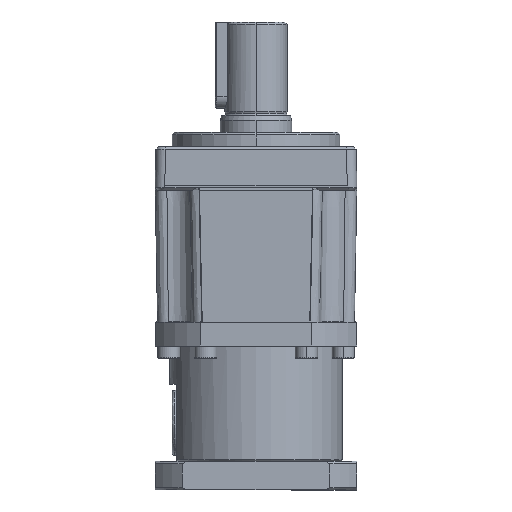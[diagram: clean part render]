
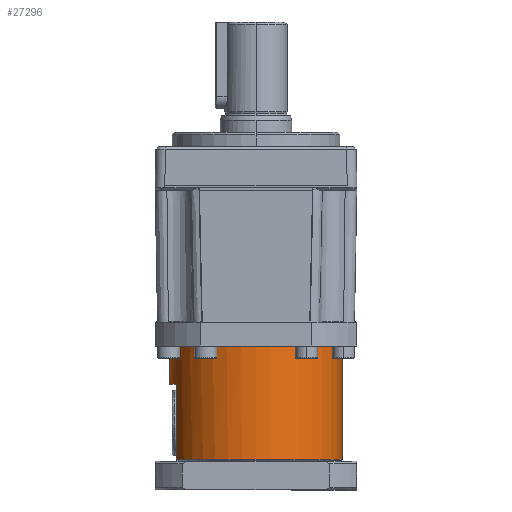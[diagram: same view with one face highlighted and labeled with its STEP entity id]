
A CAD part, left-side view. The second image highlights one B-rep face of the part: STEP entity #27296.
In plain terms, the highlighted cylindrical face has radius 18 mm (diameter 36 mm), a partial arc.
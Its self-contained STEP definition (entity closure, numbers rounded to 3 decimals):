
#87 = CARTESIAN_POINT ( 'NONE',  ( 0., 18., -65.5 ) ) ;
#1816 = VERTEX_POINT ( 'NONE', #2715 ) ;
#1914 = CARTESIAN_POINT ( 'NONE',  ( 0., 18., -49.5 ) ) ;
#2139 = DIRECTION ( 'NONE',  ( 0., 0., -1. ) ) ;
#2347 = AXIS2_PLACEMENT_3D ( 'NONE', #20455, #5534, #20355 ) ;
#2552 = DIRECTION ( 'NONE',  ( 0., 0., 1. ) ) ;
#2715 = CARTESIAN_POINT ( 'NONE',  ( 0., -18., -41.5 ) ) ;
#3386 = ORIENTED_EDGE ( 'NONE', *, *, #27215, .F. ) ;
#3758 = CARTESIAN_POINT ( 'NONE',  ( 0., 0., -65.2 ) ) ;
#3858 = CARTESIAN_POINT ( 'NONE',  ( -18., 0., -65.2 ) ) ;
#4091 = DIRECTION ( 'NONE',  ( 0., 0., -1. ) ) ;
#4679 = CIRCLE ( 'NONE', #19190, 18. ) ;
#4702 = EDGE_LOOP ( 'NONE', ( #3386, #7501, #16065, #16227, #10734, #14722, #22068 ) ) ;
#5276 = CARTESIAN_POINT ( 'NONE',  ( 0., 0., -49.5 ) ) ;
#5534 = DIRECTION ( 'NONE',  ( 0., 0., -1. ) ) ;
#5661 = CARTESIAN_POINT ( 'NONE',  ( 0., -18., -65.5 ) ) ;
#5706 = DIRECTION ( 'NONE',  ( 0., 1., 0. ) ) ;
#6235 = EDGE_CURVE ( 'NONE', #9763, #9130, #10904, .T. ) ;
#6841 = VERTEX_POINT ( 'NONE', #17017 ) ;
#7501 = ORIENTED_EDGE ( 'NONE', *, *, #24123, .T. ) ;
#8824 = CYLINDRICAL_SURFACE ( 'NONE', #15409, 18. ) ;
#8884 = DIRECTION ( 'NONE',  ( 0., 0., -1. ) ) ;
#9130 = VERTEX_POINT ( 'NONE', #25771 ) ;
#9763 = VERTEX_POINT ( 'NONE', #1914 ) ;
#10734 = ORIENTED_EDGE ( 'NONE', *, *, #25924, .T. ) ;
#10904 = CIRCLE ( 'NONE', #12461, 18. ) ;
#10993 = LINE ( 'NONE', #87, #17963 ) ;
#11050 = EDGE_CURVE ( 'NONE', #6841, #11673, #4679, .T. ) ;
#11178 = DIRECTION ( 'NONE',  ( 0., 1., 0. ) ) ;
#11673 = VERTEX_POINT ( 'NONE', #3858 ) ;
#12461 = AXIS2_PLACEMENT_3D ( 'NONE', #5276, #15836, #13635 ) ;
#12756 = CARTESIAN_POINT ( 'NONE',  ( 0., 18., -41.5 ) ) ;
#13635 = DIRECTION ( 'NONE',  ( 0., 1., 0. ) ) ;
#14294 = EDGE_CURVE ( 'NONE', #21991, #9763, #10993, .T. ) ;
#14568 = CARTESIAN_POINT ( 'NONE',  ( -7.194, 16.5, -65.5 ) ) ;
#14722 = ORIENTED_EDGE ( 'NONE', *, *, #11050, .T. ) ;
#14868 = CIRCLE ( 'NONE', #24768, 18. ) ;
#15409 = AXIS2_PLACEMENT_3D ( 'NONE', #23040, #4091, #21020 ) ;
#15661 = CARTESIAN_POINT ( 'NONE',  ( 0., -18., -65.2 ) ) ;
#15836 = DIRECTION ( 'NONE',  ( 0., 0., 1. ) ) ;
#16065 = ORIENTED_EDGE ( 'NONE', *, *, #14294, .T. ) ;
#16227 = ORIENTED_EDGE ( 'NONE', *, *, #6235, .T. ) ;
#17017 = CARTESIAN_POINT ( 'NONE',  ( -7.194, 16.5, -65.2 ) ) ;
#17647 = CARTESIAN_POINT ( 'NONE',  ( 0., 0., -65.2 ) ) ;
#17963 = VECTOR ( 'NONE', #19324, 1000. ) ;
#18052 = VECTOR ( 'NONE', #2139, 1000. ) ;
#18577 = DIRECTION ( 'NONE',  ( 0., 0., 1. ) ) ;
#19066 = LINE ( 'NONE', #5661, #18052 ) ;
#19190 = AXIS2_PLACEMENT_3D ( 'NONE', #3758, #18577, #5706 ) ;
#19232 = VECTOR ( 'NONE', #8884, 1000. ) ;
#19324 = DIRECTION ( 'NONE',  ( 0., 0., -1. ) ) ;
#20094 = VERTEX_POINT ( 'NONE', #15661 ) ;
#20355 = DIRECTION ( 'NONE',  ( 0., 1., 0. ) ) ;
#20455 = CARTESIAN_POINT ( 'NONE',  ( 0., 0., -41.5 ) ) ;
#20728 = CIRCLE ( 'NONE', #2347, 18. ) ;
#21020 = DIRECTION ( 'NONE',  ( 0., 1., 0. ) ) ;
#21991 = VERTEX_POINT ( 'NONE', #12756 ) ;
#22068 = ORIENTED_EDGE ( 'NONE', *, *, #22118, .T. ) ;
#22118 = EDGE_CURVE ( 'NONE', #11673, #20094, #14868, .T. ) ;
#23040 = CARTESIAN_POINT ( 'NONE',  ( 0., 0., -65.5 ) ) ;
#24123 = EDGE_CURVE ( 'NONE', #1816, #21991, #20728, .T. ) ;
#24768 = AXIS2_PLACEMENT_3D ( 'NONE', #17647, #2552, #11178 ) ;
#24806 = LINE ( 'NONE', #14568, #19232 ) ;
#25634 = FACE_OUTER_BOUND ( 'NONE', #4702, .T. ) ;
#25771 = CARTESIAN_POINT ( 'NONE',  ( -7.194, 16.5, -49.5 ) ) ;
#25924 = EDGE_CURVE ( 'NONE', #9130, #6841, #24806, .T. ) ;
#27215 = EDGE_CURVE ( 'NONE', #1816, #20094, #19066, .T. ) ;
#27296 = ADVANCED_FACE ( 'NONE', ( #25634 ), #8824, .T. ) ;
